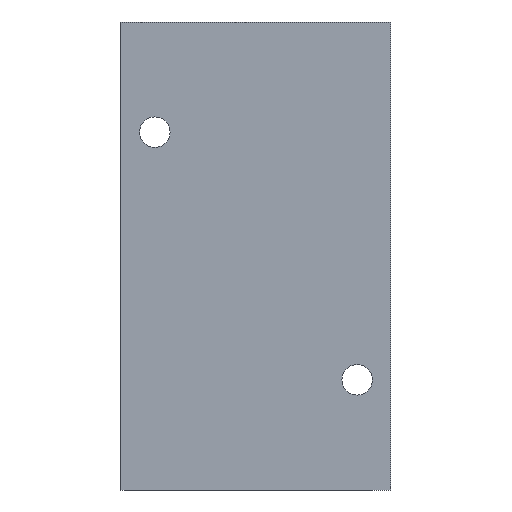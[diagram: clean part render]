
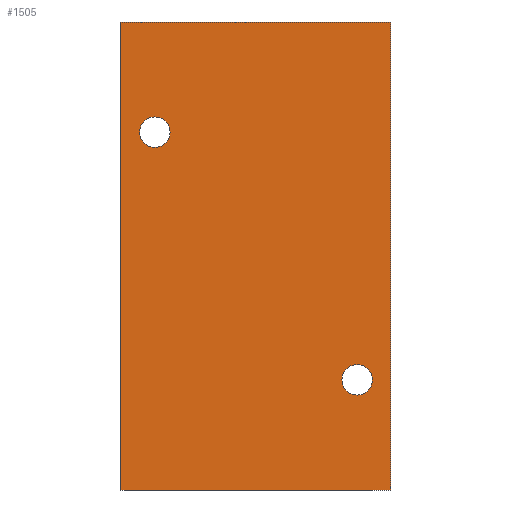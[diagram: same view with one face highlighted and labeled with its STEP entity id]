
A CAD part, front view. The second image highlights one B-rep face of the part: STEP entity #1505.
In plain terms, the highlighted planar face has unit normal (0, -1, 0).
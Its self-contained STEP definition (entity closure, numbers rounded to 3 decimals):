
#6 = EDGE_LOOP ( 'NONE', ( #1416, #1777, #973, #1763 ) ) ;
#17 = AXIS2_PLACEMENT_3D ( 'NONE', #405, #1507, #265 ) ;
#20 = VERTEX_POINT ( 'NONE', #487 ) ;
#49 = AXIS2_PLACEMENT_3D ( 'NONE', #910, #329, #1451 ) ;
#67 = VERTEX_POINT ( 'NONE', #642 ) ;
#78 = DIRECTION ( 'NONE',  ( 1., 0., 0. ) ) ;
#121 = CARTESIAN_POINT ( 'NONE',  ( 22.5, -21., -27.5 ) ) ;
#146 = EDGE_CURVE ( 'NONE', #20, #1719, #1776, .T. ) ;
#178 = CARTESIAN_POINT ( 'NONE',  ( -30., -21., 52. ) ) ;
#207 = LINE ( 'NONE', #767, #1388 ) ;
#233 = FACE_BOUND ( 'NONE', #1161, .T. ) ;
#240 = LINE ( 'NONE', #554, #903 ) ;
#244 = AXIS2_PLACEMENT_3D ( 'NONE', #388, #1069, #1774 ) ;
#265 = DIRECTION ( 'NONE',  ( 0., 0., -1. ) ) ;
#275 = CARTESIAN_POINT ( 'NONE',  ( -30., -21., -52. ) ) ;
#319 = VERTEX_POINT ( 'NONE', #178 ) ;
#329 = DIRECTION ( 'NONE',  ( 0., 1., 0. ) ) ;
#381 = LINE ( 'NONE', #944, #1040 ) ;
#388 = CARTESIAN_POINT ( 'NONE',  ( 22.5, -21., -27.5 ) ) ;
#405 = CARTESIAN_POINT ( 'NONE',  ( -22.5, -21., 27.5 ) ) ;
#416 = DIRECTION ( 'NONE',  ( 0., 0., -1. ) ) ;
#439 = DIRECTION ( 'NONE',  ( 0., 0., -1. ) ) ;
#452 = ORIENTED_EDGE ( 'NONE', *, *, #1666, .F. ) ;
#487 = CARTESIAN_POINT ( 'NONE',  ( 22.5, -21., -30.9 ) ) ;
#518 = CARTESIAN_POINT ( 'NONE',  ( -22.5, -21., 24.1 ) ) ;
#532 = CARTESIAN_POINT ( 'NONE',  ( -22.5, -21., 30.9 ) ) ;
#554 = CARTESIAN_POINT ( 'NONE',  ( -30., -21., 52. ) ) ;
#582 = ORIENTED_EDGE ( 'NONE', *, *, #1496, .F. ) ;
#642 = CARTESIAN_POINT ( 'NONE',  ( 30., -21., -52. ) ) ;
#696 = CIRCLE ( 'NONE', #17, 3.4 ) ;
#717 = VERTEX_POINT ( 'NONE', #532 ) ;
#740 = DIRECTION ( 'NONE',  ( 0., -1., 0. ) ) ;
#755 = AXIS2_PLACEMENT_3D ( 'NONE', #121, #1379, #416 ) ;
#767 = CARTESIAN_POINT ( 'NONE',  ( -30., -21., -52. ) ) ;
#776 = CARTESIAN_POINT ( 'NONE',  ( 30., -21., 52. ) ) ;
#834 = VERTEX_POINT ( 'NONE', #518 ) ;
#894 = EDGE_LOOP ( 'NONE', ( #1008, #917 ) ) ;
#901 = CIRCLE ( 'NONE', #755, 3.4 ) ;
#903 = VECTOR ( 'NONE', #1760, 1000. ) ;
#910 = CARTESIAN_POINT ( 'NONE',  ( -30., -21., 52. ) ) ;
#915 = VERTEX_POINT ( 'NONE', #275 ) ;
#916 = EDGE_CURVE ( 'NONE', #1719, #20, #901, .T. ) ;
#917 = ORIENTED_EDGE ( 'NONE', *, *, #916, .F. ) ;
#925 = EDGE_CURVE ( 'NONE', #319, #915, #1500, .T. ) ;
#944 = CARTESIAN_POINT ( 'NONE',  ( 30., -21., 52. ) ) ;
#973 = ORIENTED_EDGE ( 'NONE', *, *, #1604, .F. ) ;
#1008 = ORIENTED_EDGE ( 'NONE', *, *, #146, .F. ) ;
#1040 = VECTOR ( 'NONE', #1108, 1000. ) ;
#1068 = VECTOR ( 'NONE', #439, 1000. ) ;
#1069 = DIRECTION ( 'NONE',  ( 0., -1., 0. ) ) ;
#1070 = CIRCLE ( 'NONE', #1354, 3.4 ) ;
#1108 = DIRECTION ( 'NONE',  ( 0., 0., -1. ) ) ;
#1161 = EDGE_LOOP ( 'NONE', ( #452, #582 ) ) ;
#1165 = FACE_OUTER_BOUND ( 'NONE', #6, .T. ) ;
#1264 = CARTESIAN_POINT ( 'NONE',  ( -22.5, -21., 27.5 ) ) ;
#1287 = DIRECTION ( 'NONE',  ( 0., 0., -1. ) ) ;
#1325 = FACE_BOUND ( 'NONE', #894, .T. ) ;
#1354 = AXIS2_PLACEMENT_3D ( 'NONE', #1264, #740, #1287 ) ;
#1379 = DIRECTION ( 'NONE',  ( 0., -1., 0. ) ) ;
#1388 = VECTOR ( 'NONE', #78, 1000. ) ;
#1416 = ORIENTED_EDGE ( 'NONE', *, *, #1762, .T. ) ;
#1451 = DIRECTION ( 'NONE',  ( 0., 0., 1. ) ) ;
#1496 = EDGE_CURVE ( 'NONE', #717, #834, #1070, .T. ) ;
#1500 = LINE ( 'NONE', #1677, #1068 ) ;
#1505 = ADVANCED_FACE ( 'NONE', ( #1325, #233, #1165 ), #1577, .F. ) ;
#1507 = DIRECTION ( 'NONE',  ( 0., -1., 0. ) ) ;
#1577 = PLANE ( 'NONE',  #49 ) ;
#1604 = EDGE_CURVE ( 'NONE', #319, #1787, #240, .T. ) ;
#1621 = EDGE_CURVE ( 'NONE', #1787, #67, #381, .T. ) ;
#1666 = EDGE_CURVE ( 'NONE', #834, #717, #696, .T. ) ;
#1676 = CARTESIAN_POINT ( 'NONE',  ( 22.5, -21., -24.1 ) ) ;
#1677 = CARTESIAN_POINT ( 'NONE',  ( -30., -21., 52. ) ) ;
#1719 = VERTEX_POINT ( 'NONE', #1676 ) ;
#1760 = DIRECTION ( 'NONE',  ( 1., 0., 0. ) ) ;
#1762 = EDGE_CURVE ( 'NONE', #915, #67, #207, .T. ) ;
#1763 = ORIENTED_EDGE ( 'NONE', *, *, #925, .T. ) ;
#1774 = DIRECTION ( 'NONE',  ( 0., 0., -1. ) ) ;
#1776 = CIRCLE ( 'NONE', #244, 3.4 ) ;
#1777 = ORIENTED_EDGE ( 'NONE', *, *, #1621, .F. ) ;
#1787 = VERTEX_POINT ( 'NONE', #776 ) ;
